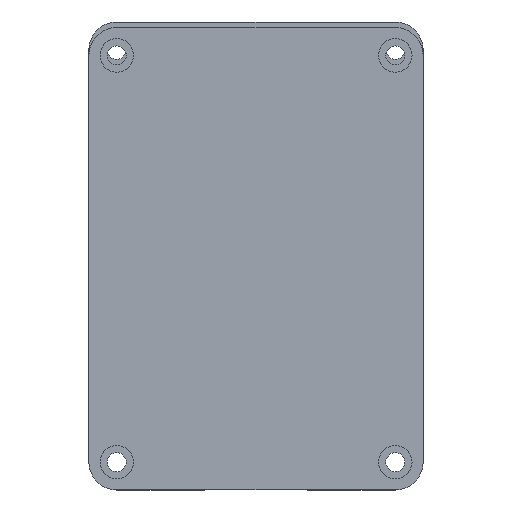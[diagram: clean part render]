
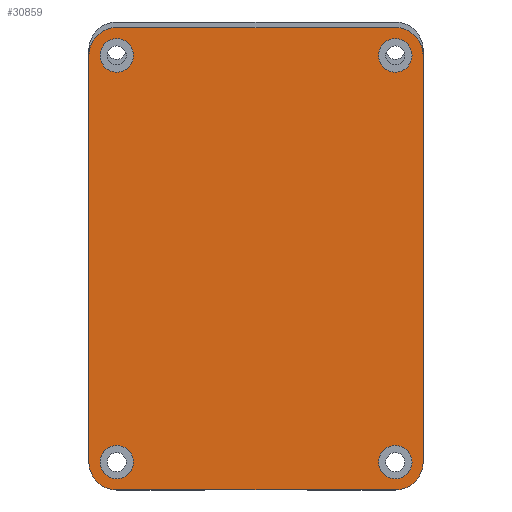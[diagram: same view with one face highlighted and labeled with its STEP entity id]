
A CAD part, front view. The second image highlights one B-rep face of the part: STEP entity #30859.
In plain terms, the highlighted planar face has unit normal (0, -1, 0).
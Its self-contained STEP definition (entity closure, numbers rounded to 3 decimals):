
#2009=FACE_BOUND('',#4987,.T.);
#2010=FACE_BOUND('',#4988,.T.);
#2011=FACE_BOUND('',#4989,.T.);
#2012=FACE_BOUND('',#4990,.T.);
#2215=PLANE('',#32864);
#3211=FACE_OUTER_BOUND('',#4986,.T.);
#4986=EDGE_LOOP('',(#21392,#21393,#21394,#21395,#21396,#21397,#21398,#21399));
#4987=EDGE_LOOP('',(#21400));
#4988=EDGE_LOOP('',(#21401));
#4989=EDGE_LOOP('',(#21402));
#4990=EDGE_LOOP('',(#21403));
#6942=LINE('',#41441,#10046);
#6945=LINE('',#41447,#10049);
#6946=LINE('',#41451,#10050);
#6947=LINE('',#41455,#10051);
#10046=VECTOR('',#34726,10.);
#10049=VECTOR('',#34731,10.);
#10050=VECTOR('',#34734,10.);
#10051=VECTOR('',#34737,10.);
#13157=CIRCLE('',#32862,5.);
#13158=CIRCLE('',#32865,5.);
#13159=CIRCLE('',#32866,5.);
#13160=CIRCLE('',#32867,5.);
#13161=CIRCLE('',#32868,3.);
#13162=CIRCLE('',#32869,3.);
#13163=CIRCLE('',#32870,3.);
#13164=CIRCLE('',#32871,3.);
#13674=VERTEX_POINT('',#41434);
#13675=VERTEX_POINT('',#41436);
#13676=VERTEX_POINT('',#41440);
#13678=VERTEX_POINT('',#41446);
#13679=VERTEX_POINT('',#41448);
#13680=VERTEX_POINT('',#41450);
#13681=VERTEX_POINT('',#41452);
#13682=VERTEX_POINT('',#41454);
#13683=VERTEX_POINT('',#41457);
#13684=VERTEX_POINT('',#41459);
#13685=VERTEX_POINT('',#41461);
#13686=VERTEX_POINT('',#41463);
#16734=EDGE_CURVE('',#13674,#13675,#13157,.T.);
#16736=EDGE_CURVE('',#13675,#13676,#6942,.T.);
#16739=EDGE_CURVE('',#13678,#13674,#6945,.T.);
#16740=EDGE_CURVE('',#13679,#13678,#13158,.T.);
#16741=EDGE_CURVE('',#13680,#13679,#6946,.T.);
#16742=EDGE_CURVE('',#13681,#13680,#13159,.T.);
#16743=EDGE_CURVE('',#13682,#13681,#6947,.T.);
#16744=EDGE_CURVE('',#13676,#13682,#13160,.T.);
#16745=EDGE_CURVE('',#13683,#13683,#13161,.T.);
#16746=EDGE_CURVE('',#13684,#13684,#13162,.T.);
#16747=EDGE_CURVE('',#13685,#13685,#13163,.T.);
#16748=EDGE_CURVE('',#13686,#13686,#13164,.T.);
#21392=ORIENTED_EDGE('',*,*,#16734,.F.);
#21393=ORIENTED_EDGE('',*,*,#16739,.F.);
#21394=ORIENTED_EDGE('',*,*,#16740,.F.);
#21395=ORIENTED_EDGE('',*,*,#16741,.F.);
#21396=ORIENTED_EDGE('',*,*,#16742,.F.);
#21397=ORIENTED_EDGE('',*,*,#16743,.F.);
#21398=ORIENTED_EDGE('',*,*,#16744,.F.);
#21399=ORIENTED_EDGE('',*,*,#16736,.F.);
#21400=ORIENTED_EDGE('',*,*,#16745,.F.);
#21401=ORIENTED_EDGE('',*,*,#16746,.F.);
#21402=ORIENTED_EDGE('',*,*,#16747,.F.);
#21403=ORIENTED_EDGE('',*,*,#16748,.F.);
#30859=ADVANCED_FACE('',(#3211,#2009,#2010,#2011,#2012),#2215,.F.);
#32862=AXIS2_PLACEMENT_3D('',#41437,#34721,#34722);
#32864=AXIS2_PLACEMENT_3D('',#41445,#34729,#34730);
#32865=AXIS2_PLACEMENT_3D('',#41449,#34732,#34733);
#32866=AXIS2_PLACEMENT_3D('',#41453,#34735,#34736);
#32867=AXIS2_PLACEMENT_3D('',#41456,#34738,#34739);
#32868=AXIS2_PLACEMENT_3D('',#41458,#34740,#34741);
#32869=AXIS2_PLACEMENT_3D('',#41460,#34742,#34743);
#32870=AXIS2_PLACEMENT_3D('',#41462,#34744,#34745);
#32871=AXIS2_PLACEMENT_3D('',#41464,#34746,#34747);
#34721=DIRECTION('center_axis',(0.,1.,0.));
#34722=DIRECTION('ref_axis',(-0.707,0.,0.707));
#34726=DIRECTION('',(1.,0.,0.));
#34729=DIRECTION('center_axis',(0.,1.,0.));
#34730=DIRECTION('ref_axis',(1.,0.,0.));
#34731=DIRECTION('',(0.,0.,1.));
#34732=DIRECTION('center_axis',(0.,1.,0.));
#34733=DIRECTION('ref_axis',(-0.707,0.,-0.707));
#34734=DIRECTION('',(-1.,0.,0.));
#34735=DIRECTION('center_axis',(0.,1.,0.));
#34736=DIRECTION('ref_axis',(0.707,0.,-0.707));
#34737=DIRECTION('',(0.,0.,-1.));
#34738=DIRECTION('center_axis',(0.,1.,0.));
#34739=DIRECTION('ref_axis',(0.707,0.,0.707));
#34740=DIRECTION('center_axis',(0.,-1.,0.));
#34741=DIRECTION('ref_axis',(1.,0.,0.));
#34742=DIRECTION('center_axis',(0.,-1.,0.));
#34743=DIRECTION('ref_axis',(1.,0.,0.));
#34744=DIRECTION('center_axis',(0.,-1.,0.));
#34745=DIRECTION('ref_axis',(1.,0.,0.));
#34746=DIRECTION('center_axis',(0.,-1.,0.));
#34747=DIRECTION('ref_axis',(1.,0.,0.));
#41434=CARTESIAN_POINT('',(-30.,0.,36.5));
#41436=CARTESIAN_POINT('',(-25.,0.,41.5));
#41437=CARTESIAN_POINT('Origin',(-25.,0.,36.5));
#41440=CARTESIAN_POINT('',(25.,0.,41.5));
#41441=CARTESIAN_POINT('',(-30.,0.,41.5));
#41445=CARTESIAN_POINT('Origin',(0.,0.,0.));
#41446=CARTESIAN_POINT('',(-30.,0.,-36.5));
#41447=CARTESIAN_POINT('',(-30.,0.,-41.5));
#41448=CARTESIAN_POINT('',(-25.,0.,-41.5));
#41449=CARTESIAN_POINT('Origin',(-25.,0.,-36.5));
#41450=CARTESIAN_POINT('',(25.,0.,-41.5));
#41451=CARTESIAN_POINT('',(30.,0.,-41.5));
#41452=CARTESIAN_POINT('',(30.,0.,-36.5));
#41453=CARTESIAN_POINT('Origin',(25.,0.,-36.5));
#41454=CARTESIAN_POINT('',(30.,0.,36.5));
#41455=CARTESIAN_POINT('',(30.,0.,41.5));
#41456=CARTESIAN_POINT('Origin',(25.,0.,36.5));
#41457=CARTESIAN_POINT('',(22.,0.,-36.5));
#41458=CARTESIAN_POINT('Origin',(25.,0.,-36.5));
#41459=CARTESIAN_POINT('',(22.,0.,36.5));
#41460=CARTESIAN_POINT('Origin',(25.,0.,36.5));
#41461=CARTESIAN_POINT('',(-28.,0.,-36.5));
#41462=CARTESIAN_POINT('Origin',(-25.,0.,-36.5));
#41463=CARTESIAN_POINT('',(-28.,0.,36.5));
#41464=CARTESIAN_POINT('Origin',(-25.,0.,36.5));
